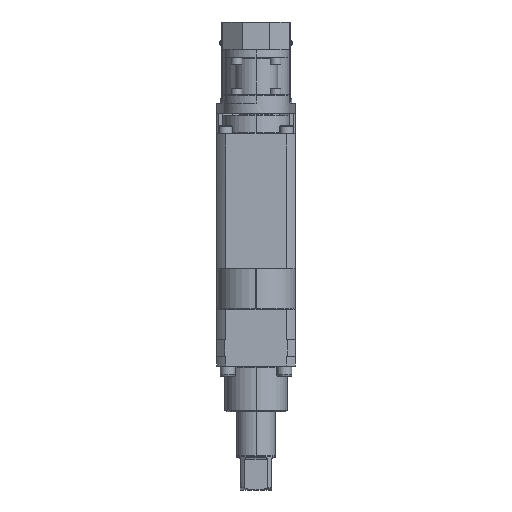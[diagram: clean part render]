
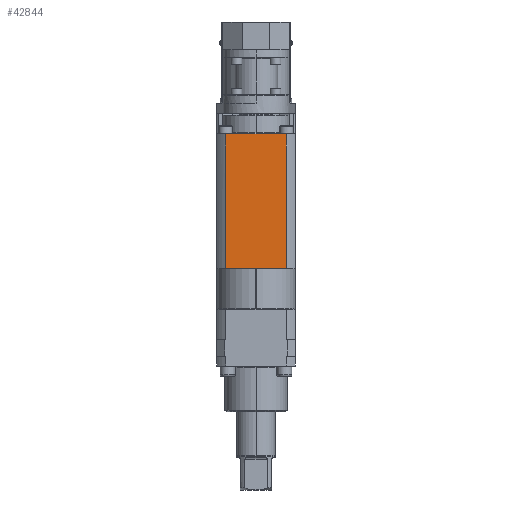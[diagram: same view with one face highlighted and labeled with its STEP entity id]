
A CAD part, front view. The second image highlights one B-rep face of the part: STEP entity #42844.
In plain terms, the highlighted planar face has unit normal (0, -1, 0).
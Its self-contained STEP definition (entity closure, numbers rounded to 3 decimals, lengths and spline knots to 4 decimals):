
#7575=DIRECTION('',(1.,0.,0.));
#7576=VECTOR('',#7575,2.8864);
#7577=CARTESIAN_POINT('',(-1.4432,-5.9661,
1.378));
#7578=LINE('',#7577,#7576);
#8059=DIRECTION('',(1.,0.,0.));
#8060=VECTOR('',#8059,2.8864);
#8061=CARTESIAN_POINT('',(-1.4432,-5.9661,
7.7559));
#8062=LINE('',#8061,#8060);
#8429=DIRECTION('',(0.,0.,1.));
#8430=VECTOR('',#8429,6.378);
#8431=CARTESIAN_POINT('',(-1.4432,-5.9661,
1.378));
#8432=LINE('',#8431,#8430);
#8438=DIRECTION('',(0.,0.,1.));
#8439=VECTOR('',#8438,6.378);
#8440=CARTESIAN_POINT('',(1.4432,-5.9661,1.378));
#8441=LINE('',#8440,#8439);
#30179=CARTESIAN_POINT('',(1.4432,-5.9661,
1.378));
#30181=VERTEX_POINT('',#30179);
#30189=CARTESIAN_POINT('',(-1.4432,-5.9661,
1.378));
#30191=VERTEX_POINT('',#30189);
#30908=CARTESIAN_POINT('',(-1.4432,-5.9661,
7.7559));
#30909=CARTESIAN_POINT('',(1.4432,-5.9661,
7.7559));
#30910=VERTEX_POINT('',#30908);
#30911=VERTEX_POINT('',#30909);
#42832=CARTESIAN_POINT('',(1.4432,-5.9661,
2.0276));
#42833=DIRECTION('',(0.,-1.,0.));
#42834=DIRECTION('',(-1.,0.,0.));
#42835=AXIS2_PLACEMENT_3D('',#42832,#42833,#42834);
#42836=PLANE('',#42835);
#42837=ORIENTED_EDGE('',*,*,#42633,.T.);
#42838=ORIENTED_EDGE('',*,*,#42303,.T.);
#42840=ORIENTED_EDGE('',*,*,#42839,.F.);
#42841=ORIENTED_EDGE('',*,*,#41992,.F.);
#42842=EDGE_LOOP('',(#42837,#42838,#42840,#42841));
#42843=FACE_OUTER_BOUND('',#42842,.F.);
#42844=ADVANCED_FACE('',(#42843),#42836,.T.);
#41992=EDGE_CURVE('',#30191,#30181,#7578,.T.);
#42303=EDGE_CURVE('',#30910,#30911,#8062,.T.);
#42633=EDGE_CURVE('',#30191,#30910,#8432,.T.);
#42839=EDGE_CURVE('',#30181,#30911,#8441,.T.);
